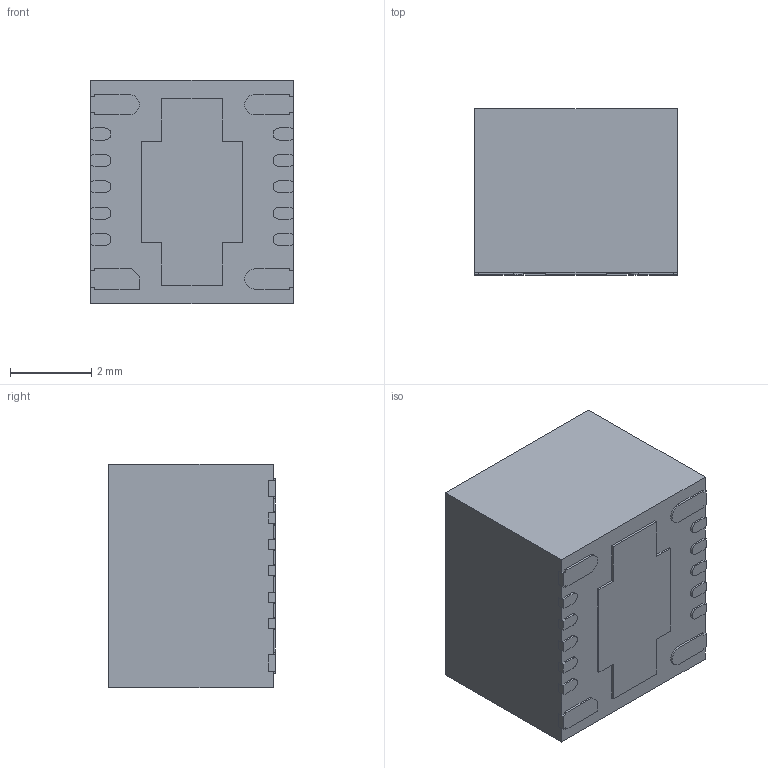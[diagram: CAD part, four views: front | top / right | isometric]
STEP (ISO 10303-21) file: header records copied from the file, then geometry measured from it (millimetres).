
FILE_DESCRIPTION (( 'STEP AP214' ), '1' );
FILE_NAME ('TPSM53603RDAR.STEP', '2021-03-02T16:08:31', ( '' ), ( '' ), 'SwSTEP 2.0', 'SolidWorks 2017', '' );
FILE_SCHEMA (( 'AUTOMOTIVE_DESIGN' ));
Length unit declared in the file: millimetre
Products named in the file (1): TPSM53603RDAR
Bounding box: 5 x 4.1 x 5.5 mm (x, y, z)
Volume: 112 mm3; surface area: 177.1 mm2
Topology: 17 solids, 17 shells, 294 faces, 774 edges, 516 vertices
Faces by surface type: plane 264, cylinder 30
Entity records: 9116 total; most frequent: CARTESIAN_POINT 1585, ORIENTED_EDGE 1548, DIRECTION 1424, EDGE_CURVE 774, VECTOR 714, LINE 714, VERTEX_POINT 516, AXIS2_PLACEMENT_3D 355
